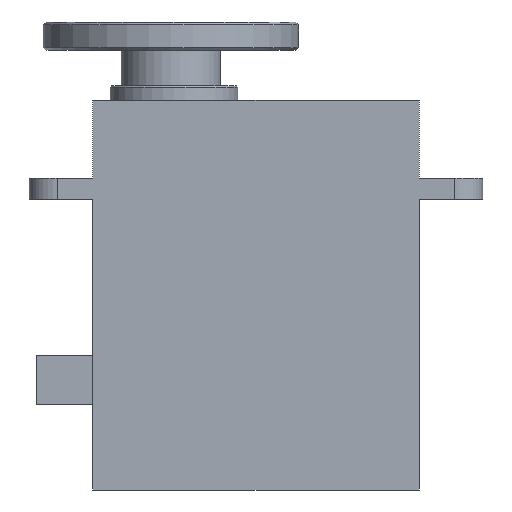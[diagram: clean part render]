
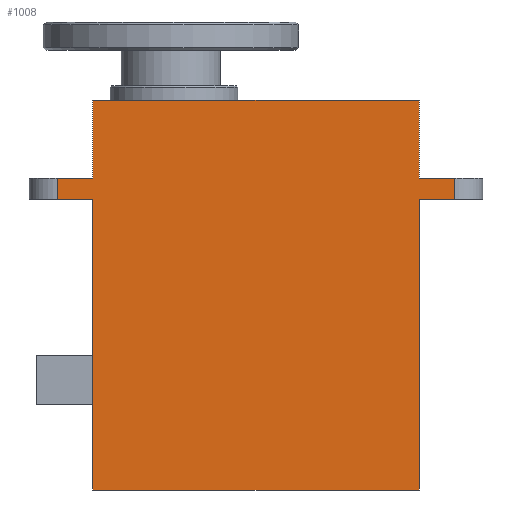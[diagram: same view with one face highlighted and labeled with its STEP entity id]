
A CAD part, left-side view. The second image highlights one B-rep face of the part: STEP entity #1008.
In plain terms, the highlighted planar face has unit normal (-1, 0, 0).
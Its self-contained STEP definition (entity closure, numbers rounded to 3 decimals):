
#155=FACE_OUTER_BOUND('',#232,.T.);
#232=EDGE_LOOP('',(#843,#844,#845,#846,#847,#848,#849,#850,#851,#852,#853,
#854));
#295=LINE('',#1594,#386);
#312=LINE('',#1645,#403);
#314=LINE('',#1651,#405);
#316=LINE('',#1657,#407);
#317=LINE('',#1659,#408);
#318=LINE('',#1661,#409);
#319=LINE('',#1663,#410);
#320=LINE('',#1664,#411);
#321=LINE('',#1666,#412);
#322=LINE('',#1668,#413);
#323=LINE('',#1670,#414);
#324=LINE('',#1671,#415);
#386=VECTOR('',#1312,10.);
#403=VECTOR('',#1359,10.);
#405=VECTOR('',#1365,10.);
#407=VECTOR('',#1371,10.);
#408=VECTOR('',#1372,10.);
#409=VECTOR('',#1373,10.);
#410=VECTOR('',#1374,10.);
#411=VECTOR('',#1375,10.);
#412=VECTOR('',#1376,10.);
#413=VECTOR('',#1377,10.);
#414=VECTOR('',#1378,10.);
#415=VECTOR('',#1379,10.);
#486=VERTEX_POINT('',#1591);
#487=VERTEX_POINT('',#1593);
#505=VERTEX_POINT('',#1642);
#506=VERTEX_POINT('',#1644);
#508=VERTEX_POINT('',#1650);
#510=VERTEX_POINT('',#1656);
#511=VERTEX_POINT('',#1658);
#512=VERTEX_POINT('',#1660);
#513=VERTEX_POINT('',#1662);
#514=VERTEX_POINT('',#1665);
#515=VERTEX_POINT('',#1667);
#516=VERTEX_POINT('',#1669);
#602=EDGE_CURVE('',#486,#487,#295,.T.);
#627=EDGE_CURVE('',#506,#505,#312,.T.);
#630=EDGE_CURVE('',#487,#508,#314,.T.);
#633=EDGE_CURVE('',#486,#510,#316,.T.);
#634=EDGE_CURVE('',#511,#510,#317,.T.);
#635=EDGE_CURVE('',#512,#511,#318,.T.);
#636=EDGE_CURVE('',#513,#512,#319,.T.);
#637=EDGE_CURVE('',#506,#513,#320,.T.);
#638=EDGE_CURVE('',#514,#505,#321,.T.);
#639=EDGE_CURVE('',#515,#514,#322,.T.);
#640=EDGE_CURVE('',#515,#516,#323,.T.);
#641=EDGE_CURVE('',#516,#508,#324,.T.);
#843=ORIENTED_EDGE('',*,*,#630,.F.);
#844=ORIENTED_EDGE('',*,*,#602,.F.);
#845=ORIENTED_EDGE('',*,*,#633,.T.);
#846=ORIENTED_EDGE('',*,*,#634,.F.);
#847=ORIENTED_EDGE('',*,*,#635,.F.);
#848=ORIENTED_EDGE('',*,*,#636,.F.);
#849=ORIENTED_EDGE('',*,*,#637,.F.);
#850=ORIENTED_EDGE('',*,*,#627,.T.);
#851=ORIENTED_EDGE('',*,*,#638,.F.);
#852=ORIENTED_EDGE('',*,*,#639,.F.);
#853=ORIENTED_EDGE('',*,*,#640,.T.);
#854=ORIENTED_EDGE('',*,*,#641,.T.);
#957=PLANE('',#1120);
#1008=ADVANCED_FACE('',(#155),#957,.T.);
#1120=AXIS2_PLACEMENT_3D('',#1655,#1369,#1370);
#1312=DIRECTION('',(0.,-1.,0.));
#1359=DIRECTION('',(0.,-1.,0.));
#1365=DIRECTION('',(0.,0.,-1.));
#1369=DIRECTION('center_axis',(-1.,0.,0.));
#1370=DIRECTION('ref_axis',(0.,-1.,0.));
#1371=DIRECTION('',(0.,0.,1.));
#1372=DIRECTION('',(0.,-1.,0.));
#1373=DIRECTION('',(0.,0.,1.));
#1374=DIRECTION('',(0.,-1.,0.));
#1375=DIRECTION('',(0.,0.,1.));
#1376=DIRECTION('',(0.,0.,1.));
#1377=DIRECTION('',(0.,1.,0.));
#1378=DIRECTION('',(0.,0.,1.));
#1379=DIRECTION('',(0.,-1.,0.));
#1591=CARTESIAN_POINT('',(-6.,-11.5,1.5));
#1593=CARTESIAN_POINT('',(-6.,-14.,1.5));
#1594=CARTESIAN_POINT('',(-6.,16.,1.5));
#1642=CARTESIAN_POINT('',(-6.,11.5,0.));
#1644=CARTESIAN_POINT('',(-6.,14.,0.));
#1645=CARTESIAN_POINT('',(-6.,16.,0.));
#1650=CARTESIAN_POINT('',(-6.,-14.,0.));
#1651=CARTESIAN_POINT('',(-6.,-14.,0.));
#1655=CARTESIAN_POINT('Origin',(-6.,11.5,0.));
#1656=CARTESIAN_POINT('',(-6.,-11.5,7.));
#1657=CARTESIAN_POINT('',(-6.,-11.5,0.));
#1658=CARTESIAN_POINT('',(-6.,11.5,7.));
#1659=CARTESIAN_POINT('',(-6.,11.5,7.));
#1660=CARTESIAN_POINT('',(-6.,11.5,1.5));
#1661=CARTESIAN_POINT('',(-6.,11.5,0.));
#1662=CARTESIAN_POINT('',(-6.,14.,1.5));
#1663=CARTESIAN_POINT('',(-6.,16.,1.5));
#1664=CARTESIAN_POINT('',(-6.,14.,0.));
#1665=CARTESIAN_POINT('',(-6.,11.5,-20.5));
#1666=CARTESIAN_POINT('',(-6.,11.5,0.));
#1667=CARTESIAN_POINT('',(-6.,-11.5,-20.5));
#1668=CARTESIAN_POINT('',(-6.,-11.5,-20.5));
#1669=CARTESIAN_POINT('',(-6.,-11.5,0.));
#1670=CARTESIAN_POINT('',(-6.,-11.5,0.));
#1671=CARTESIAN_POINT('',(-6.,16.,0.));
